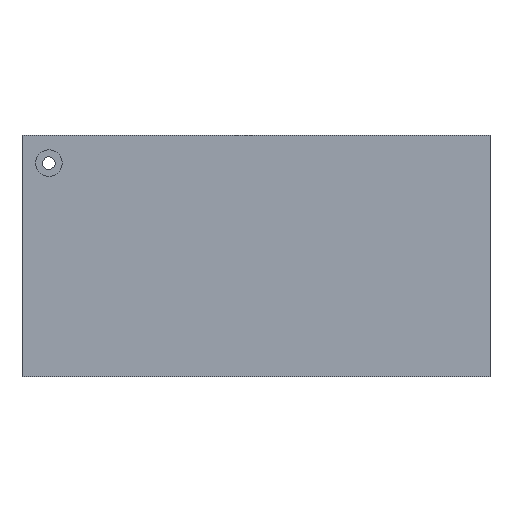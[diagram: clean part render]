
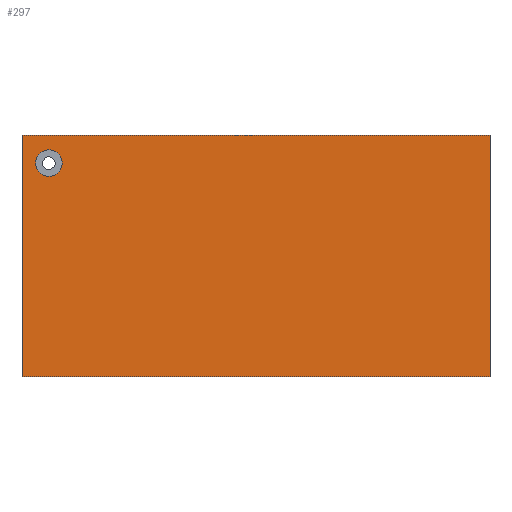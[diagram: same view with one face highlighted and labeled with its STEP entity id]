
A CAD part, top view. The second image highlights one B-rep face of the part: STEP entity #297.
In plain terms, the highlighted planar face has unit normal (0, 0, 1).
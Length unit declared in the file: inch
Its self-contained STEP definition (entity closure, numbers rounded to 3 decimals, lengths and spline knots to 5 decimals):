
#1 = DIRECTION ( 'NONE',  ( 1., 0., 0. ) ) ;
#8 = ORIENTED_EDGE ( 'NONE', *, *, #328, .F. ) ;
#31 = CARTESIAN_POINT ( 'NONE',  ( 0., -1.7754, 0.25 ) ) ;
#32 = AXIS2_PLACEMENT_3D ( 'NONE', #238, #111, #139 ) ;
#44 = VECTOR ( 'NONE', #244, 39.37008 ) ;
#45 = EDGE_LOOP ( 'NONE', ( #223, #354, #322, #127 ) ) ;
#47 = FACE_OUTER_BOUND ( 'NONE', #45, .T. ) ;
#58 = CARTESIAN_POINT ( 'NONE',  ( 0., 1.63735, 0.25 ) ) ;
#69 = VECTOR ( 'NONE', #94, 39.37008 ) ;
#72 = CIRCLE ( 'NONE', #32, 0.1875 ) ;
#77 = EDGE_CURVE ( 'NONE', #82, #109, #72, .T. ) ;
#82 = VERTEX_POINT ( 'NONE', #143 ) ;
#89 = CARTESIAN_POINT ( 'NONE',  ( -2.94991, 1.63735, 0.25 ) ) ;
#92 = CARTESIAN_POINT ( 'NONE',  ( 0., 0., 0.25 ) ) ;
#94 = DIRECTION ( 'NONE',  ( 0., 1., 0. ) ) ;
#95 = VECTOR ( 'NONE', #274, 39.37008 ) ;
#100 = VERTEX_POINT ( 'NONE', #392 ) ;
#109 = VERTEX_POINT ( 'NONE', #267 ) ;
#111 = DIRECTION ( 'NONE',  ( 0., 0., 1. ) ) ;
#120 = PLANE ( 'NONE',  #347 ) ;
#123 = CARTESIAN_POINT ( 'NONE',  ( 3.65558, 0., 0.25 ) ) ;
#127 = ORIENTED_EDGE ( 'NONE', *, *, #359, .T. ) ;
#136 = LINE ( 'NONE', #215, #231 ) ;
#139 = DIRECTION ( 'NONE',  ( 1., 0., 0. ) ) ;
#143 = CARTESIAN_POINT ( 'NONE',  ( -2.38346, 1.24152, 0.25 ) ) ;
#145 = LINE ( 'NONE', #123, #69 ) ;
#147 = CARTESIAN_POINT ( 'NONE',  ( -2.94991, -1.7754, 0.25 ) ) ;
#161 = EDGE_CURVE ( 'NONE', #100, #342, #225, .T. ) ;
#182 = DIRECTION ( 'NONE',  ( 0., 0., 1. ) ) ;
#203 = LINE ( 'NONE', #31, #44 ) ;
#214 = ORIENTED_EDGE ( 'NONE', *, *, #77, .F. ) ;
#215 = CARTESIAN_POINT ( 'NONE',  ( -2.94991, 0., 0.25 ) ) ;
#216 = CIRCLE ( 'NONE', #294, 0.1875 ) ;
#223 = ORIENTED_EDGE ( 'NONE', *, *, #390, .T. ) ;
#225 = LINE ( 'NONE', #58, #95 ) ;
#231 = VECTOR ( 'NONE', #340, 39.37008 ) ;
#233 = VERTEX_POINT ( 'NONE', #314 ) ;
#238 = CARTESIAN_POINT ( 'NONE',  ( -2.57096, 1.24152, 0.25 ) ) ;
#244 = DIRECTION ( 'NONE',  ( 1., 0., 0. ) ) ;
#249 = EDGE_CURVE ( 'NONE', #342, #379, #136, .T. ) ;
#267 = CARTESIAN_POINT ( 'NONE',  ( -2.75846, 1.24152, 0.25 ) ) ;
#274 = DIRECTION ( 'NONE',  ( -1., 0., 0. ) ) ;
#278 = DIRECTION ( 'NONE',  ( 0., 0., 1. ) ) ;
#293 = FACE_BOUND ( 'NONE', #333, .T. ) ;
#294 = AXIS2_PLACEMENT_3D ( 'NONE', #343, #278, #369 ) ;
#297 = ADVANCED_FACE ( 'NONE', ( #293, #47 ), #120, .T. ) ;
#314 = CARTESIAN_POINT ( 'NONE',  ( 3.65558, -1.7754, 0.25 ) ) ;
#322 = ORIENTED_EDGE ( 'NONE', *, *, #249, .T. ) ;
#328 = EDGE_CURVE ( 'NONE', #109, #82, #216, .T. ) ;
#333 = EDGE_LOOP ( 'NONE', ( #214, #8 ) ) ;
#340 = DIRECTION ( 'NONE',  ( 0., -1., 0. ) ) ;
#342 = VERTEX_POINT ( 'NONE', #89 ) ;
#343 = CARTESIAN_POINT ( 'NONE',  ( -2.57096, 1.24152, 0.25 ) ) ;
#347 = AXIS2_PLACEMENT_3D ( 'NONE', #92, #182, #1 ) ;
#354 = ORIENTED_EDGE ( 'NONE', *, *, #161, .T. ) ;
#359 = EDGE_CURVE ( 'NONE', #379, #233, #203, .T. ) ;
#369 = DIRECTION ( 'NONE',  ( 1., 0., 0. ) ) ;
#379 = VERTEX_POINT ( 'NONE', #147 ) ;
#390 = EDGE_CURVE ( 'NONE', #233, #100, #145, .T. ) ;
#392 = CARTESIAN_POINT ( 'NONE',  ( 3.65558, 1.63735, 0.25 ) ) ;
